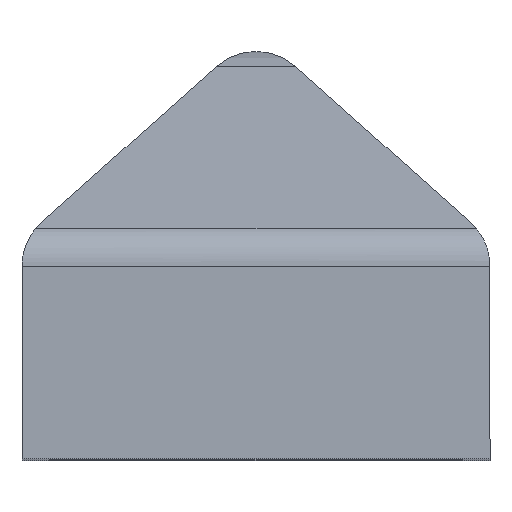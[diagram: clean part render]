
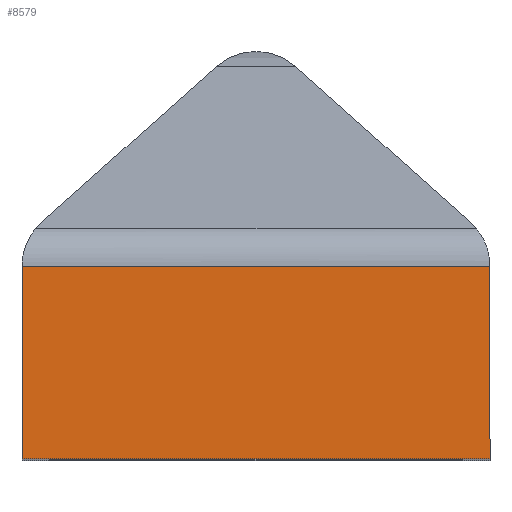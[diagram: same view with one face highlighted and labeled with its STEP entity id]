
A CAD part, top view. The second image highlights one B-rep face of the part: STEP entity #8579.
In plain terms, the highlighted planar face has unit normal (0, 0, 1).
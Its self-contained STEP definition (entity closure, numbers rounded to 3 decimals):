
#657 = VECTOR ( 'NONE', #5658, 1000. ) ;
#1066 = ORIENTED_EDGE ( 'NONE', *, *, #11565, .T. ) ;
#1195 = VECTOR ( 'NONE', #9937, 1000. ) ;
#1693 = DIRECTION ( 'NONE',  ( 0., 1., 0. ) ) ;
#2133 = LINE ( 'NONE', #2995, #5022 ) ;
#2551 = ORIENTED_EDGE ( 'NONE', *, *, #12610, .F. ) ;
#2676 = DIRECTION ( 'NONE',  ( 1., 0., 0. ) ) ;
#2730 = PLANE ( 'NONE',  #14749 ) ;
#2995 = CARTESIAN_POINT ( 'NONE',  ( 11.75, 9.66, 21.75 ) ) ;
#3872 = LINE ( 'NONE', #6865, #15376 ) ;
#4016 = CARTESIAN_POINT ( 'NONE',  ( -8.75, 9.66, 21.75 ) ) ;
#4462 = CARTESIAN_POINT ( 'NONE',  ( -31.75, 9.66, 21.75 ) ) ;
#5022 = VECTOR ( 'NONE', #1693, 1000. ) ;
#5105 = EDGE_CURVE ( 'NONE', #12210, #15385, #2133, .T. ) ;
#5658 = DIRECTION ( 'NONE',  ( 1., 0., 0. ) ) ;
#6198 = LINE ( 'NONE', #4462, #657 ) ;
#6219 = ORIENTED_EDGE ( 'NONE', *, *, #14666, .T. ) ;
#6808 = VERTEX_POINT ( 'NONE', #10763 ) ;
#6865 = CARTESIAN_POINT ( 'NONE',  ( -11.75, 0., 21.75 ) ) ;
#7091 = CARTESIAN_POINT ( 'NONE',  ( 11.75, 0., 21.75 ) ) ;
#8579 = ADVANCED_FACE ( 'NONE', ( #10232 ), #2730, .T. ) ;
#8915 = CARTESIAN_POINT ( 'NONE',  ( -11.75, 0., 21.75 ) ) ;
#9551 = DIRECTION ( 'NONE',  ( 0., -1., 0. ) ) ;
#9937 = DIRECTION ( 'NONE',  ( 1., 0., 0. ) ) ;
#10232 = FACE_OUTER_BOUND ( 'NONE', #16165, .T. ) ;
#10535 = ORIENTED_EDGE ( 'NONE', *, *, #5105, .T. ) ;
#10763 = CARTESIAN_POINT ( 'NONE',  ( -11.75, 0., 21.75 ) ) ;
#11565 = EDGE_CURVE ( 'NONE', #6808, #12210, #14763, .T. ) ;
#12210 = VERTEX_POINT ( 'NONE', #7091 ) ;
#12353 = VERTEX_POINT ( 'NONE', #15488 ) ;
#12610 = EDGE_CURVE ( 'NONE', #12353, #15385, #6198, .T. ) ;
#14412 = DIRECTION ( 'NONE',  ( 0., 0., 1. ) ) ;
#14666 = EDGE_CURVE ( 'NONE', #12353, #6808, #3872, .T. ) ;
#14749 = AXIS2_PLACEMENT_3D ( 'NONE', #4016, #14412, #2676 ) ;
#14763 = LINE ( 'NONE', #8915, #1195 ) ;
#15376 = VECTOR ( 'NONE', #9551, 1000. ) ;
#15385 = VERTEX_POINT ( 'NONE', #15592 ) ;
#15488 = CARTESIAN_POINT ( 'NONE',  ( -11.75, 9.66, 21.75 ) ) ;
#15592 = CARTESIAN_POINT ( 'NONE',  ( 11.75, 9.66, 21.75 ) ) ;
#16165 = EDGE_LOOP ( 'NONE', ( #2551, #6219, #1066, #10535 ) ) ;
